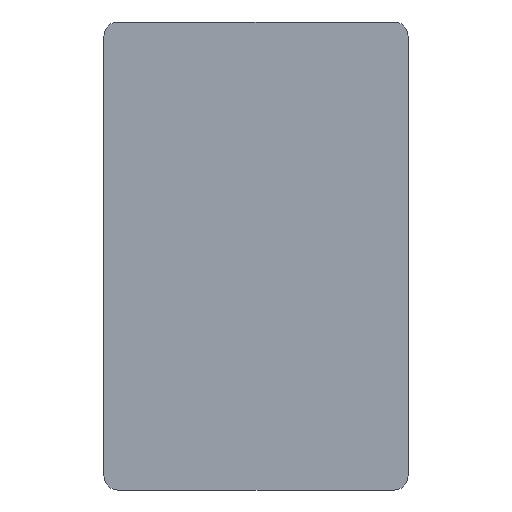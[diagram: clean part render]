
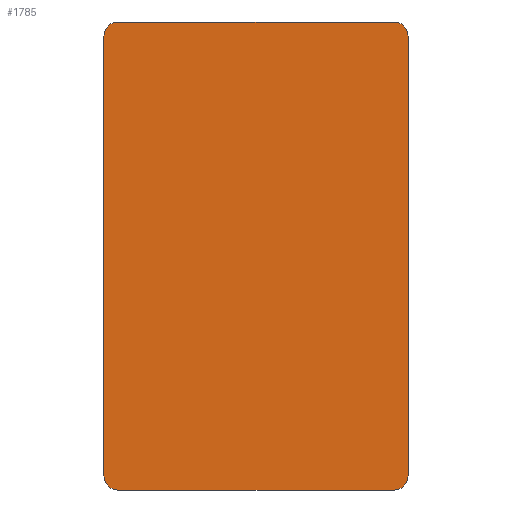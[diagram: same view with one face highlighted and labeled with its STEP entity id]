
A CAD part, front view. The second image highlights one B-rep face of the part: STEP entity #1785.
In plain terms, the highlighted planar face has unit normal (0, -1, 0).
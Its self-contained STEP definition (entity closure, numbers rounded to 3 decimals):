
#44 = ORIENTED_EDGE ( 'NONE', *, *, #3427, .T. ) ;
#77 = CARTESIAN_POINT ( 'NONE',  ( 0., -3., 0. ) ) ;
#296 = CIRCLE ( 'NONE', #2591, 6. ) ;
#628 = AXIS2_PLACEMENT_3D ( 'NONE', #77, #5065, #1336 ) ;
#687 = DIRECTION ( 'NONE',  ( 0., 0., -1. ) ) ;
#690 = VERTEX_POINT ( 'NONE', #2255 ) ;
#1336 = DIRECTION ( 'NONE',  ( 0., 0., -1. ) ) ;
#1450 = EDGE_CURVE ( 'NONE', #690, #4731, #3020, .T. ) ;
#1473 = CIRCLE ( 'NONE', #4524, 6. ) ;
#1558 = VERTEX_POINT ( 'NONE', #6828 ) ;
#1638 = EDGE_LOOP ( 'NONE', ( #6261, #8012, #2211, #4971, #44, #2902, #3471, #8759 ) ) ;
#1785 = ADVANCED_FACE ( 'NONE', ( #2919 ), #8839, .T. ) ;
#1808 = CIRCLE ( 'NONE', #8668, 6. ) ;
#1869 = EDGE_CURVE ( 'NONE', #1558, #690, #6874, .T. ) ;
#2088 = LINE ( 'NONE', #6576, #7933 ) ;
#2211 = ORIENTED_EDGE ( 'NONE', *, *, #1450, .T. ) ;
#2255 = CARTESIAN_POINT ( 'NONE',  ( 65., -3., -184. ) ) ;
#2317 = VERTEX_POINT ( 'NONE', #4481 ) ;
#2344 = DIRECTION ( 'NONE',  ( 0., 0., -1. ) ) ;
#2357 = VERTEX_POINT ( 'NONE', #7564 ) ;
#2483 = CARTESIAN_POINT ( 'NONE',  ( 59., -3., -184. ) ) ;
#2591 = AXIS2_PLACEMENT_3D ( 'NONE', #8885, #7261, #2344 ) ;
#2669 = DIRECTION ( 'NONE',  ( 1., 0., 0. ) ) ;
#2768 = AXIS2_PLACEMENT_3D ( 'NONE', #2483, #5968, #9057 ) ;
#2902 = ORIENTED_EDGE ( 'NONE', *, *, #8041, .T. ) ;
#2919 = FACE_OUTER_BOUND ( 'NONE', #1638, .T. ) ;
#2928 = DIRECTION ( 'NONE',  ( 0., 0., 1. ) ) ;
#2995 = DIRECTION ( 'NONE',  ( -1., 0., 0. ) ) ;
#3020 = LINE ( 'NONE', #5931, #4455 ) ;
#3404 = EDGE_CURVE ( 'NONE', #4731, #2317, #296, .T. ) ;
#3427 = EDGE_CURVE ( 'NONE', #2317, #9406, #2088, .T. ) ;
#3435 = LINE ( 'NONE', #9063, #7603 ) ;
#3471 = ORIENTED_EDGE ( 'NONE', *, *, #4816, .T. ) ;
#4048 = CARTESIAN_POINT ( 'NONE',  ( -65., -3., 10. ) ) ;
#4138 = DIRECTION ( 'NONE',  ( 0., -1., 0. ) ) ;
#4215 = CARTESIAN_POINT ( 'NONE',  ( -59., -3., 10. ) ) ;
#4250 = DIRECTION ( 'NONE',  ( 0., 0., -1. ) ) ;
#4438 = CARTESIAN_POINT ( 'NONE',  ( 65., -3., 4. ) ) ;
#4455 = VECTOR ( 'NONE', #2928, 1000. ) ;
#4481 = CARTESIAN_POINT ( 'NONE',  ( 59., -3., 10. ) ) ;
#4524 = AXIS2_PLACEMENT_3D ( 'NONE', #5139, #5857, #687 ) ;
#4731 = VERTEX_POINT ( 'NONE', #4438 ) ;
#4816 = EDGE_CURVE ( 'NONE', #7182, #2357, #6956, .T. ) ;
#4954 = VERTEX_POINT ( 'NONE', #7932 ) ;
#4969 = CARTESIAN_POINT ( 'NONE',  ( -65., -3., 4. ) ) ;
#4971 = ORIENTED_EDGE ( 'NONE', *, *, #3404, .T. ) ;
#5065 = DIRECTION ( 'NONE',  ( 0., -1., 0. ) ) ;
#5139 = CARTESIAN_POINT ( 'NONE',  ( -59., -3., 4. ) ) ;
#5212 = EDGE_CURVE ( 'NONE', #4954, #1558, #3435, .T. ) ;
#5531 = EDGE_CURVE ( 'NONE', #2357, #4954, #1808, .T. ) ;
#5857 = DIRECTION ( 'NONE',  ( 0., -1., 0. ) ) ;
#5931 = CARTESIAN_POINT ( 'NONE',  ( 65., -3., -190. ) ) ;
#5968 = DIRECTION ( 'NONE',  ( 0., -1., 0. ) ) ;
#6261 = ORIENTED_EDGE ( 'NONE', *, *, #5212, .T. ) ;
#6576 = CARTESIAN_POINT ( 'NONE',  ( 65., -3., 10. ) ) ;
#6828 = CARTESIAN_POINT ( 'NONE',  ( 59., -3., -190. ) ) ;
#6874 = CIRCLE ( 'NONE', #2768, 6. ) ;
#6956 = LINE ( 'NONE', #4048, #8064 ) ;
#6993 = DIRECTION ( 'NONE',  ( 0., 0., -1. ) ) ;
#7144 = CARTESIAN_POINT ( 'NONE',  ( -59., -3., -184. ) ) ;
#7182 = VERTEX_POINT ( 'NONE', #4969 ) ;
#7261 = DIRECTION ( 'NONE',  ( 0., -1., 0. ) ) ;
#7564 = CARTESIAN_POINT ( 'NONE',  ( -65., -3., -184. ) ) ;
#7603 = VECTOR ( 'NONE', #2669, 1000. ) ;
#7932 = CARTESIAN_POINT ( 'NONE',  ( -59., -3., -190. ) ) ;
#7933 = VECTOR ( 'NONE', #2995, 1000. ) ;
#8012 = ORIENTED_EDGE ( 'NONE', *, *, #1869, .T. ) ;
#8041 = EDGE_CURVE ( 'NONE', #9406, #7182, #1473, .T. ) ;
#8064 = VECTOR ( 'NONE', #4250, 1000. ) ;
#8668 = AXIS2_PLACEMENT_3D ( 'NONE', #7144, #4138, #6993 ) ;
#8759 = ORIENTED_EDGE ( 'NONE', *, *, #5531, .T. ) ;
#8839 = PLANE ( 'NONE',  #628 ) ;
#8885 = CARTESIAN_POINT ( 'NONE',  ( 59., -3., 4. ) ) ;
#9057 = DIRECTION ( 'NONE',  ( 0., 0., -1. ) ) ;
#9063 = CARTESIAN_POINT ( 'NONE',  ( -65., -3., -190. ) ) ;
#9406 = VERTEX_POINT ( 'NONE', #4215 ) ;
